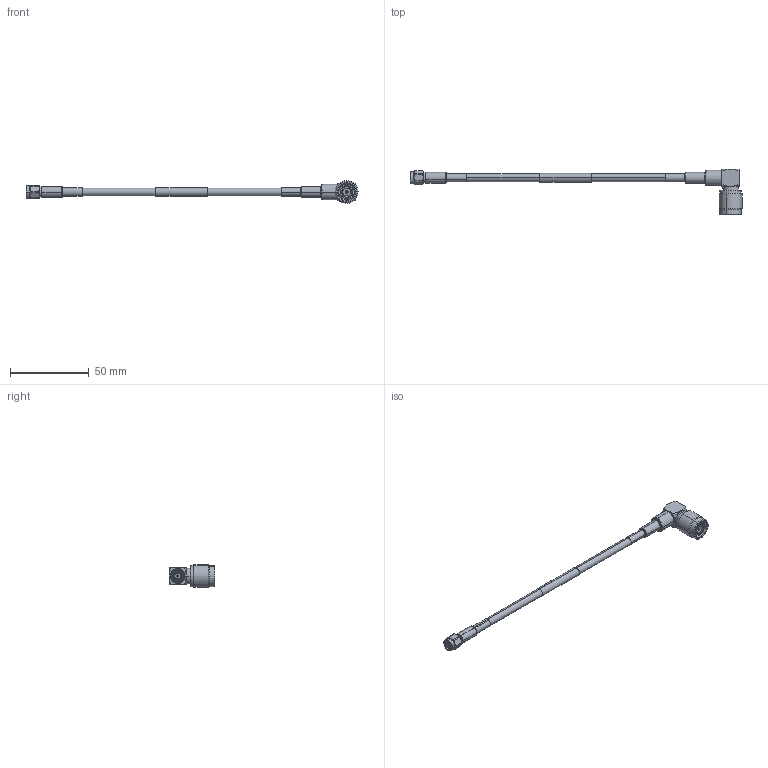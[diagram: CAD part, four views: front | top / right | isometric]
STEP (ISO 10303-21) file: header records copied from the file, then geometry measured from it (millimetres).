
FILE_DESCRIPTION (( 'STEP AP214' ), '1' );
FILE_NAME ('FMC01082_3D.step', '2023-03-08T02:55:48', ( '' ), ( '' ), 'SwSTEP 2.0', 'SolidWorks 2022', '' );
FILE_SCHEMA (( 'AUTOMOTIVE_DESIGN' ));
Length unit declared in the file: inch
Products named in the file (9): heat shrink conn 2^FMC01082_conn 1; SC7050_SC7050 -RG223; RG142 Ø.195 jacket^FMC01082; SC7050-MA3_SC7050 -RG223; FMC01082_3D; SC7050-MA1; heat shrink conn 1^FMC01082_conn 1; FMCN1384^FMC01082_1; SC7059-MA2
Assembly tree (8 placements, depth 3):
  FMC01082_3D
    RG142 Ø.195 jacket^FMC01082
    SC7050_SC7050 -RG223
      SC7050-MA1
      SC7059-MA2
      SC7050-MA3_SC7050 -RG223
    heat shrink conn 1^FMC01082_conn 1
    FMCN1384^FMC01082_1
    heat shrink conn 2^FMC01082_conn 1
Bounding box: 210.98 x 29.1 x 14.49 mm (x, y, z)
Volume: 8084.4 mm3; surface area: 10648.6 mm2
Topology: 9 solids, 9 shells, 313 faces, 705 edges, 428 vertices
Faces by surface type: cylinder 125, cone 86, plane 73, torus 24, bspline 5
Entity records: 11362 total; most frequent: CARTESIAN_POINT 3754, DIRECTION 1509, ORIENTED_EDGE 1410, EDGE_CURVE 705, AXIS2_PLACEMENT_3D 623, VERTEX_POINT 428, EDGE_LOOP 345, ADVANCED_FACE 313
